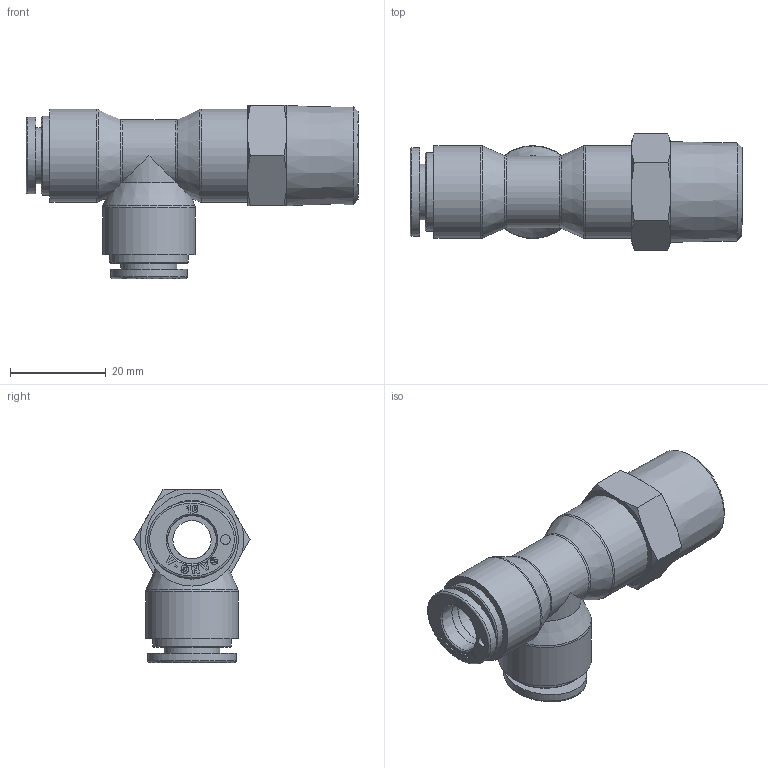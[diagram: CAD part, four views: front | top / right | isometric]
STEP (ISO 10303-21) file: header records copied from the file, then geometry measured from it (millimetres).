
FILE_DESCRIPTION((''),'2;1');
FILE_NAME('CR-PST 1004.stp','2020-08-25T14:41:13',('user'),(''),'Autodesk Inventor 2013','Autodesk Inventor 2013','');
FILE_SCHEMA(('AUTOMOTIVE_DESIGN { 1 0 10303 214 1 1 1 1 }'));
Length unit declared in the file: millimetre
Products named in the file (6): 조립품11; CR-COLLAR 10; HR-Collar 10L(SUS); CR-SLEEVE 10; CR-PUT 10 BODY; HR-PL BODY 1004
Assembly tree (6 placements, depth 3):
  조립품11
    CR-COLLAR 10  x2
      HR-Collar 10L(SUS)
      CR-SLEEVE 10
    CR-PUT 10 BODY
    HR-PL BODY 1004
Bounding box: 69.4 x 24.25 x 36.2 mm (x, y, z)
Volume: 17973.6 mm3; surface area: 10139 mm2
Topology: 6 solids, 6 shells, 850 faces, 2414 edges, 1605 vertices
Faces by surface type: plane 784, cylinder 30, cone 24, bspline 6, torus 6
Full cylindrical faces by diameter (mm): 2 x2, 8 x3, 10.15 x2, 10.2 x3, 11.7 x2, 16.5 x2, 19.4 x3
Entity records: 14551 total; most frequent: CARTESIAN_POINT 2830, ORIENTED_EDGE 2478, DIRECTION 2209, EDGE_CURVE 1239, VECTOR 1125, LINE 1125, VERTEX_POINT 836, AXIS2_PLACEMENT_3D 542
